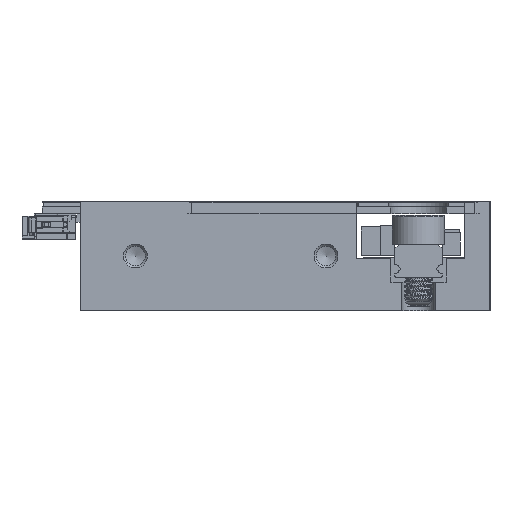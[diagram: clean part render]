
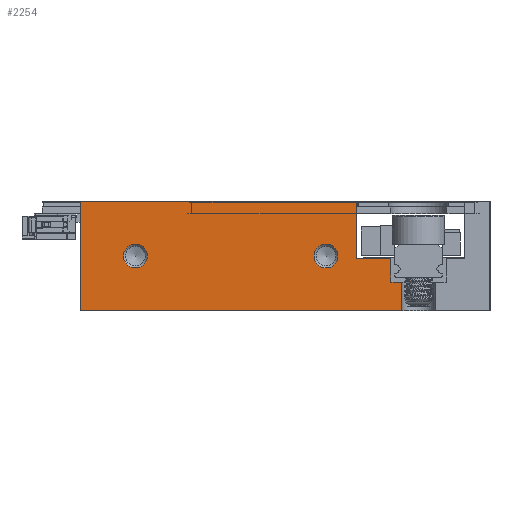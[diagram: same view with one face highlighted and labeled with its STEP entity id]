
A CAD part, left-side view. The second image highlights one B-rep face of the part: STEP entity #2254.
In plain terms, the highlighted planar face has unit normal (-1, 0, 0).
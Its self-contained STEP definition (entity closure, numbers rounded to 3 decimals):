
#1508=FACE_BOUND('',#5721,.T.);
#1509=FACE_BOUND('',#5722,.T.);
#1510=FACE_BOUND('',#5723,.T.);
#2254=ADVANCED_FACE('',(#1508,#1509,#1510),#3622,.F.);
#3622=PLANE('',#27424);
#5721=EDGE_LOOP('',(#8383));
#5722=EDGE_LOOP('',(#8384));
#5723=EDGE_LOOP('',(#8385,#8386,#8387,#8388,#8389,#8390,#8391,#8392));
#7564=CIRCLE('',#27422,1.25);
#7565=CIRCLE('',#27423,1.25);
#8383=ORIENTED_EDGE('',*,*,#18136,.T.);
#8384=ORIENTED_EDGE('',*,*,#18137,.T.);
#8385=ORIENTED_EDGE('',*,*,#18116,.T.);
#8386=ORIENTED_EDGE('',*,*,#18138,.T.);
#8387=ORIENTED_EDGE('',*,*,#18139,.T.);
#8388=ORIENTED_EDGE('',*,*,#18140,.T.);
#8389=ORIENTED_EDGE('',*,*,#18141,.T.);
#8390=ORIENTED_EDGE('',*,*,#18094,.T.);
#8391=ORIENTED_EDGE('',*,*,#18068,.F.);
#8392=ORIENTED_EDGE('',*,*,#18078,.T.);
#15554=VERTEX_POINT('',#36659);
#15555=VERTEX_POINT('',#36661);
#15562=VERTEX_POINT('',#36678);
#15573=VERTEX_POINT('',#36710);
#15592=VERTEX_POINT('',#36754);
#15608=VERTEX_POINT('',#36795);
#15609=VERTEX_POINT('',#36797);
#15610=VERTEX_POINT('',#36799);
#15611=VERTEX_POINT('',#36801);
#15612=VERTEX_POINT('',#36803);
#18068=EDGE_CURVE('',#15554,#15555,#21687,.T.);
#18078=EDGE_CURVE('',#15554,#15562,#21695,.T.);
#18094=EDGE_CURVE('',#15573,#15555,#21711,.T.);
#18116=EDGE_CURVE('',#15562,#15592,#21722,.T.);
#18136=EDGE_CURVE('',#15608,#15608,#7564,.T.);
#18137=EDGE_CURVE('',#15609,#15609,#7565,.T.);
#18138=EDGE_CURVE('',#15592,#15610,#21741,.T.);
#18139=EDGE_CURVE('',#15610,#15611,#21742,.T.);
#18140=EDGE_CURVE('',#15611,#15612,#21743,.T.);
#18141=EDGE_CURVE('',#15612,#15573,#21744,.T.);
#21687=LINE('',#36660,#24552);
#21695=LINE('',#36679,#24560);
#21711=LINE('',#36709,#24576);
#21722=LINE('',#36755,#24587);
#21741=LINE('',#36798,#24606);
#21742=LINE('',#36800,#24607);
#21743=LINE('',#36802,#24608);
#21744=LINE('',#36804,#24609);
#24552=VECTOR('',#29552,1.);
#24560=VECTOR('',#29566,1.);
#24576=VECTOR('',#29590,1.);
#24587=VECTOR('',#29631,1.);
#24606=VECTOR('',#29664,1.);
#24607=VECTOR('',#29665,1.);
#24608=VECTOR('',#29666,1.);
#24609=VECTOR('',#29667,1.);
#27422=AXIS2_PLACEMENT_3D('',#36794,#29660,#29661);
#27423=AXIS2_PLACEMENT_3D('',#36796,#29662,#29663);
#27424=AXIS2_PLACEMENT_3D('',#36805,#29668,#29669);
#29552=DIRECTION('',(0.,-1.,0.));
#29566=DIRECTION('',(0.,0.,-1.));
#29590=DIRECTION('',(0.,0.,1.));
#29631=DIRECTION('',(0.,-1.,0.));
#29660=DIRECTION('',(1.,0.,0.));
#29661=DIRECTION('',(0.,1.,0.));
#29662=DIRECTION('',(1.,0.,0.));
#29663=DIRECTION('',(0.,1.,0.));
#29664=DIRECTION('',(0.,0.,1.));
#29665=DIRECTION('',(0.,1.,0.));
#29666=DIRECTION('',(0.,0.,1.));
#29667=DIRECTION('',(0.,1.,0.));
#29668=DIRECTION('',(1.,0.,0.));
#29669=DIRECTION('',(0.,1.,0.));
#36659=CARTESIAN_POINT('',(-15.,43.,11.5));
#36660=CARTESIAN_POINT('',(-15.,43.,11.5));
#36661=CARTESIAN_POINT('',(-15.,14.05,11.5));
#36678=CARTESIAN_POINT('',(-15.,43.,0.));
#36679=CARTESIAN_POINT('',(-15.,43.,11.5));
#36709=CARTESIAN_POINT('',(-15.,14.05,5.5));
#36710=CARTESIAN_POINT('',(-15.,14.05,5.5));
#36754=CARTESIAN_POINT('',(-15.,9.25,0.));
#36755=CARTESIAN_POINT('',(-15.,43.,0.));
#36794=CARTESIAN_POINT('',(-15.,37.2,5.75));
#36795=CARTESIAN_POINT('',(-15.,38.45,5.75));
#36796=CARTESIAN_POINT('',(-15.,17.2,5.75));
#36797=CARTESIAN_POINT('',(-15.,18.45,5.75));
#36798=CARTESIAN_POINT('',(-15.,9.25,-0.3));
#36799=CARTESIAN_POINT('',(-15.,9.25,3.));
#36800=CARTESIAN_POINT('',(-15.,4.6,3.));
#36801=CARTESIAN_POINT('',(-15.,10.4,3.));
#36802=CARTESIAN_POINT('',(-15.,10.4,3.));
#36803=CARTESIAN_POINT('',(-15.,10.4,5.5));
#36804=CARTESIAN_POINT('',(-15.,10.4,5.5));
#36805=CARTESIAN_POINT('',(-15.,43.,11.5));
